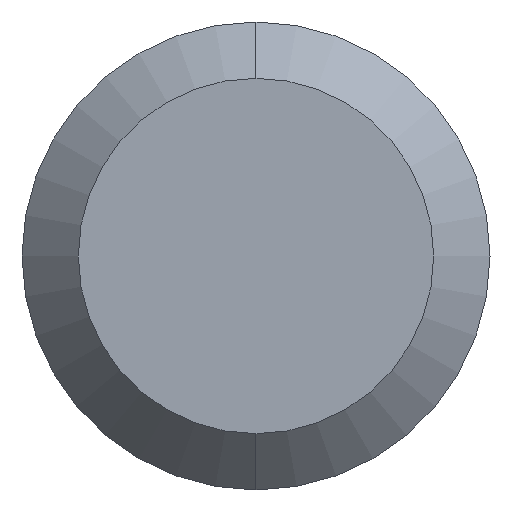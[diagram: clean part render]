
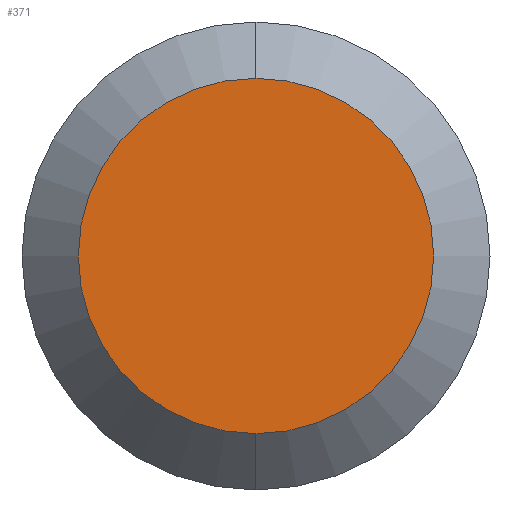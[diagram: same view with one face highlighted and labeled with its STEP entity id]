
A CAD part, left-side view. The second image highlights one B-rep face of the part: STEP entity #371.
In plain terms, the highlighted planar face has unit normal (-1, 0, 0).
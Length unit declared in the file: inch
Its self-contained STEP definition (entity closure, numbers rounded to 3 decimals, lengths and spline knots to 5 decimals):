
#17 = DIRECTION ( 'NONE',  ( 0., 0., -1. ) ) ;
#49 = CARTESIAN_POINT ( 'NONE',  ( 0., 0., 0. ) ) ;
#72 = DIRECTION ( 'NONE',  ( 0., 0., -1. ) ) ;
#83 = VERTEX_POINT ( 'NONE', #409 ) ;
#95 = EDGE_CURVE ( 'NONE', #225, #83, #427, .T. ) ;
#114 = AXIS2_PLACEMENT_3D ( 'NONE', #49, #258, #17 ) ;
#120 = CARTESIAN_POINT ( 'NONE',  ( 0., 0., 0. ) ) ;
#155 = PLANE ( 'NONE',  #362 ) ;
#183 = AXIS2_PLACEMENT_3D ( 'NONE', #120, #348, #72 ) ;
#225 = VERTEX_POINT ( 'NONE', #471 ) ;
#258 = DIRECTION ( 'NONE',  ( -1., 0., 0. ) ) ;
#322 = EDGE_CURVE ( 'NONE', #83, #225, #405, .T. ) ;
#336 = EDGE_LOOP ( 'NONE', ( #431, #460 ) ) ;
#348 = DIRECTION ( 'NONE',  ( -1., 0., 0. ) ) ;
#362 = AXIS2_PLACEMENT_3D ( 'NONE', #459, #497, #387 ) ;
#371 = ADVANCED_FACE ( 'NONE', ( #477 ), #155, .F. ) ;
#387 = DIRECTION ( 'NONE',  ( 0., 0., -1. ) ) ;
#405 = CIRCLE ( 'NONE', #183, 0.04735 ) ;
#409 = CARTESIAN_POINT ( 'NONE',  ( 0., 0., -0.04735 ) ) ;
#427 = CIRCLE ( 'NONE', #114, 0.04735 ) ;
#431 = ORIENTED_EDGE ( 'NONE', *, *, #322, .T. ) ;
#459 = CARTESIAN_POINT ( 'NONE',  ( 0., 0., 0. ) ) ;
#460 = ORIENTED_EDGE ( 'NONE', *, *, #95, .T. ) ;
#471 = CARTESIAN_POINT ( 'NONE',  ( 0., 0., 0.04735 ) ) ;
#477 = FACE_OUTER_BOUND ( 'NONE', #336, .T. ) ;
#497 = DIRECTION ( 'NONE',  ( 1., 0., 0. ) ) ;
